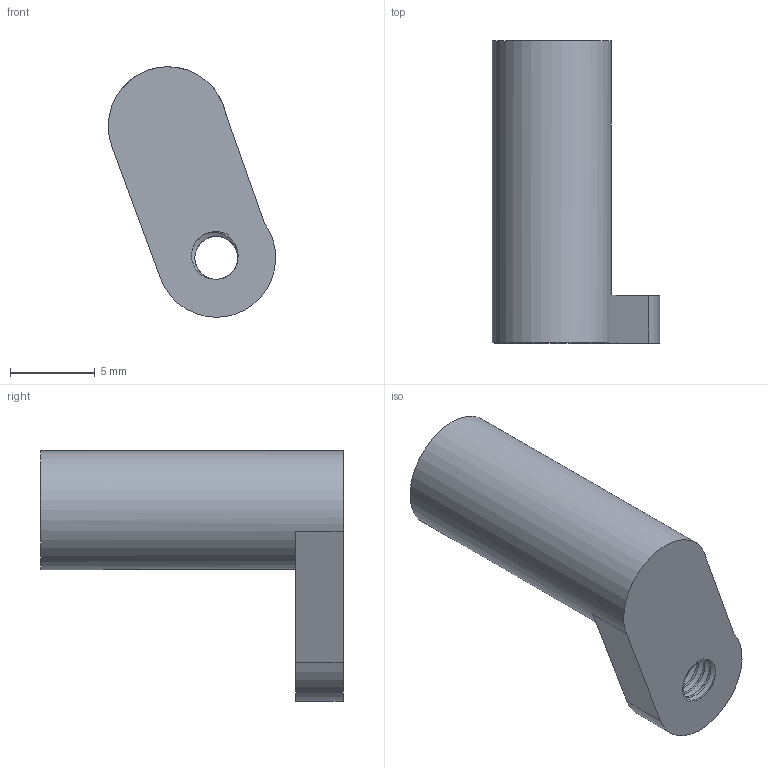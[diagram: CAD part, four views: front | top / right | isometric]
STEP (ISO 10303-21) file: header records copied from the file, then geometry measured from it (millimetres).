
FILE_DESCRIPTION(/* description */ (''),/* implementation_level */ '2;1');
FILE_NAME(/* name */ 'Orbiter2.0 mount_2.step',/* time_stamp */ '2023-12-11T00:43:56+08:00',/* author */ (''),/* organization */ (''),/* preprocessor_version */ 'ST-DEVELOPER v20',/* originating_system */ 'Autodesk Translation Framework v12.14.0.127',/* authorisation */ '');
FILE_SCHEMA (('AUTOMOTIVE_DESIGN { 1 0 10303 214 3 1 1 }'));
Length unit declared in the file: millimetre
Products named in the file (1): Fusion 零部件
Bounding box: 9.86 x 17.8 x 14.76 mm (x, y, z)
Volume: 744.2 mm3; surface area: 726.5 mm2
Topology: 1 solids, 1 shells, 25 faces, 65 edges, 43 vertices
Faces by surface type: cylinder 16, plane 6, bspline 2, cone 1
Full cylindrical faces by diameter (mm): 2.529 x2, 3.086 x1, 4.6 x1, 7 x1
Entity records: 1743 total; most frequent: CARTESIAN_POINT 1142, ORIENTED_EDGE 130, DIRECTION 96, EDGE_CURVE 65, VERTEX_POINT 43, AXIS2_PLACEMENT_3D 37, B_SPLINE_CURVE_WITH_KNOTS 30, EDGE_LOOP 28
